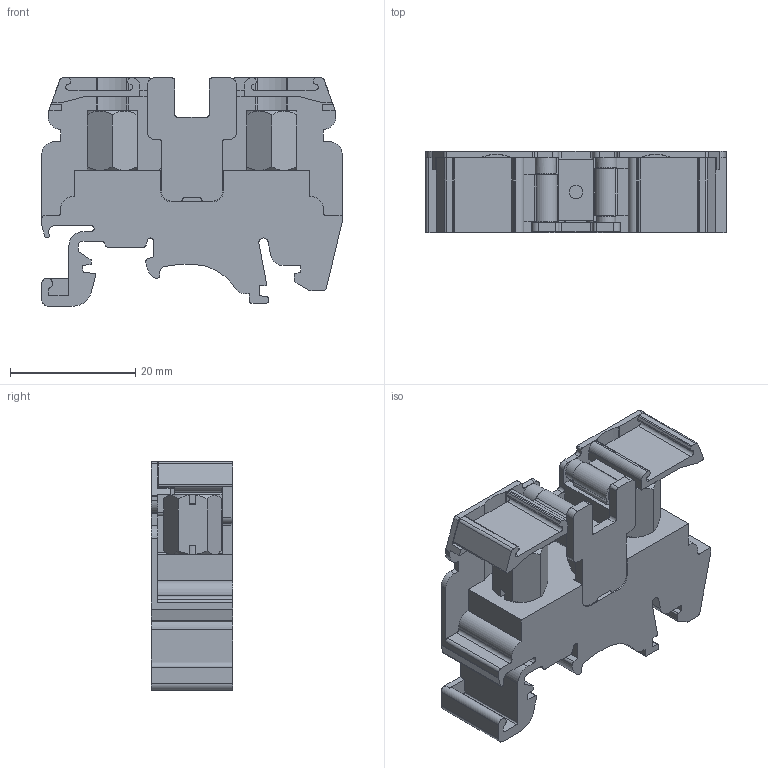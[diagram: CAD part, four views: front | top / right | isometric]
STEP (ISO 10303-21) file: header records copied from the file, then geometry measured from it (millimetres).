
FILE_DESCRIPTION(/* description */ ('Unknown'),/* implementation_level */ '2;1');
FILE_NAME(/* name */ 'ONTM5_16C_3D_SOLID',/* time_stamp */ '2021-07-13T11:18:43+06:00',/* author */ ('Unknown'),/* organization */ ('Unknown'),/* preprocessor_version */ 'ST-DEVELOPER v16.7',/* originating_system */ 'DEX',/* authorisation */ $);
FILE_SCHEMA (('AUTOMOTIVE_DESIGN {1 0 10303 214 3 1 1}'));
Length unit declared in the file: millimetre
Products named in the file (1): ONTM5_16C_3D_SOLID
Bounding box: 48 x 13 x 36.5 mm (x, y, z)
Volume: 11505.4 mm3; surface area: 8728.3 mm2
Topology: 3 solids, 6 shells, 457 faces, 1306 edges, 864 vertices
Faces by surface type: plane 243, cylinder 167, cone 39, torus 7, sphere 1
Full cylindrical faces by diameter (mm): 1.5 x2, 2 x8, 2.113 x1, 2.2 x2, 3 x1, 3.5 x1, 4.134 x1, 5 x2
Entity records: 17469 total; most frequent: CARTESIAN_POINT 2804, ORIENTED_EDGE 2496, DIRECTION 2475, EDGE_CURVE 1248, AXIS2_PLACEMENT_3D 854, VERTEX_POINT 843, LINE 767, VECTOR 767
